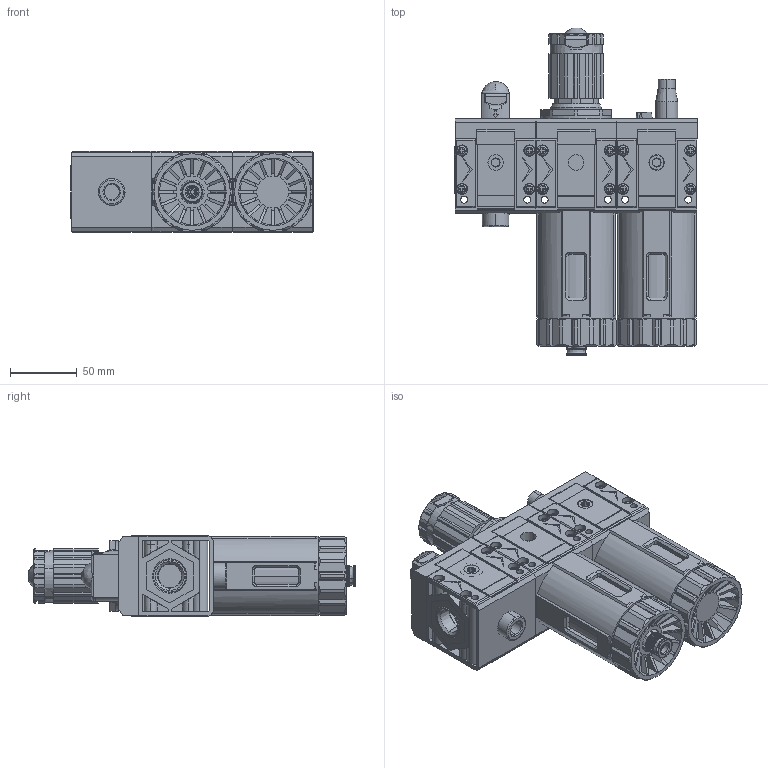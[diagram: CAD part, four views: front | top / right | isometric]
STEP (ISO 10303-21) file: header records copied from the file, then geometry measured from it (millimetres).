
FILE_DESCRIPTION (( 'STEP AP203' ), '1' );
FILE_NAME ('5U24V10B24L104.step', '2023-05-17T14:36:36', ( '' ), ( '' ), 'SwSTEP 2.0', 'SolidWorks 2021', '' );
FILE_SCHEMA (( 'CONFIG_CONTROL_DESIGN' ));
Length unit declared in the file: inch
Products named in the file (1): 5U24V10B24L104
Bounding box: 182.2 x 246.2 x 61 mm (x, y, z)
Volume: 1118139.7 mm3; surface area: 324975 mm2
Topology: 40 solids, 40 shells, 3750 faces, 10253 edges, 6705 vertices
Faces by surface type: plane 2199, cylinder 1017, cone 331, bspline 203
Entity records: 131250 total; most frequent: CARTESIAN_POINT 36153, ORIENTED_EDGE 20502, DIRECTION 19297, EDGE_CURVE 10251, VERTEX_POINT 6705, AXIS2_PLACEMENT_3D 6544, VECTOR 6209, LINE 6209
